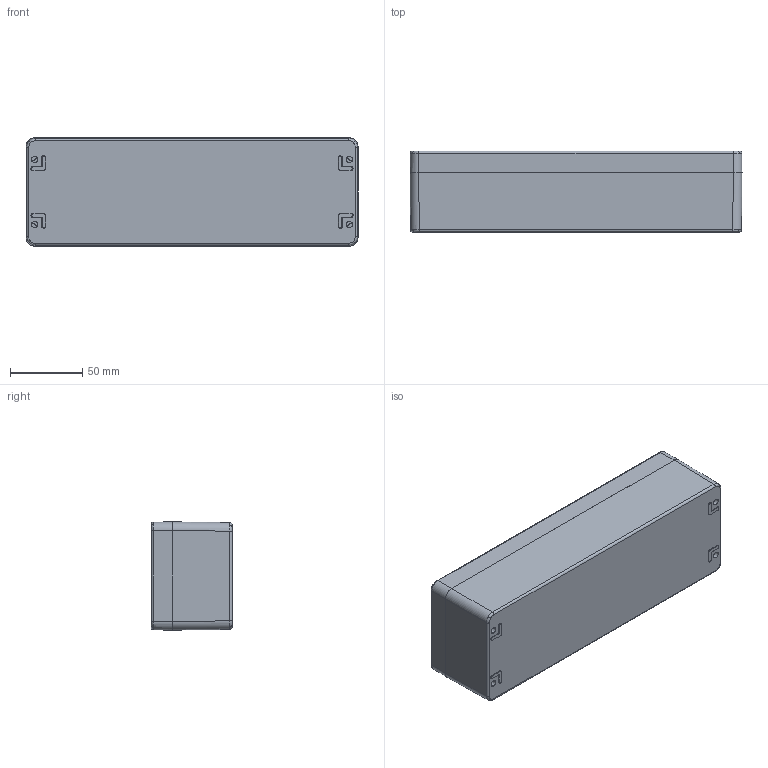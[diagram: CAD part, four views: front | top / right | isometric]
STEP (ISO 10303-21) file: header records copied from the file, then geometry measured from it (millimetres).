
FILE_DESCRIPTION (( 'STEP AP214' ), '1' );
FILE_NAME ('02082306.STEP', '2008-12-19T07:58:08', ( ' ' ), ( '' ), 'SwSTEP 2.0', 'SolidWorks 2008', '' );
FILE_SCHEMA (( 'AUTOMOTIVE_DESIGN' ));
Length unit declared in the file: millimetre
Products named in the file (8): 02082306; 86223_Standard; 21235-Unterteil_Standard; 82009_Standard; 21235-Deckel_Standard; 86221_Standard; 93133_Standard
Assembly tree (18 placements, depth 3):
  02082306
    93133_Standard  x6
    82009_Standard
    21235-Deckel_Standard
    21235-Unterteil_Standard
      86223_Standard  x6
      21235-Unterteil_Standard
      86221_Standard  x2
Bounding box: 230 x 56.5 x 75 mm (x, y, z)
Volume: 325126.6 mm3; surface area: 142897.1 mm2
Topology: 17 solids, 17 shells, 1250 faces, 2987 edges, 1795 vertices
Faces by surface type: plane 346, bspline 288, cylinder 274, cone 224, torus 114, sphere 4
Entity records: 37400 total; most frequent: CARTESIAN_POINT 18526, ORIENTED_EDGE 4286, DIRECTION 3544, EDGE_CURVE 2143, AXIS2_PLACEMENT_3D 1447, VERTEX_POINT 1283, EDGE_LOOP 964, ADVANCED_FACE 908
